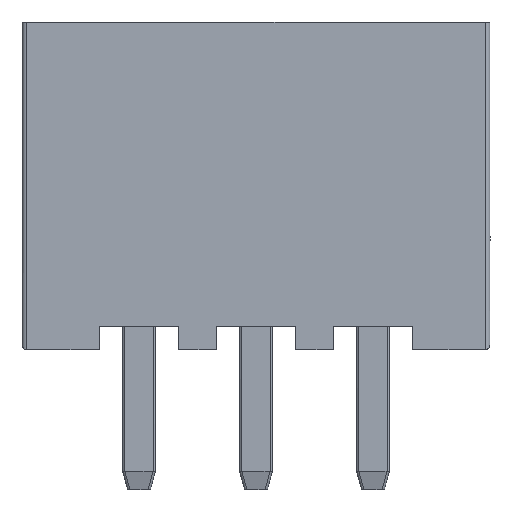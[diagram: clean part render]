
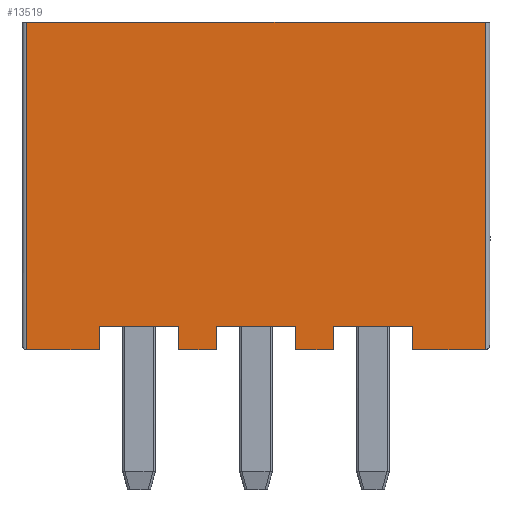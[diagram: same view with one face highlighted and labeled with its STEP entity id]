
A CAD part, front view. The second image highlights one B-rep face of the part: STEP entity #13519.
In plain terms, the highlighted planar face has unit normal (0, -1, 0).
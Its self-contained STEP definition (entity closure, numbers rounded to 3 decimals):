
#126 = CARTESIAN_POINT ( 'NONE',  ( 3.35, -3.3, 0. ) ) ;
#410 = ORIENTED_EDGE ( 'NONE', *, *, #12496, .F. ) ;
#493 = CARTESIAN_POINT ( 'NONE',  ( 4.15, -3.3, 0. ) ) ;
#606 = DIRECTION ( 'NONE',  ( 1., 0., 0. ) ) ;
#1056 = LINE ( 'NONE', #11665, #21093 ) ;
#1460 = LINE ( 'NONE', #3151, #9589 ) ;
#1497 = EDGE_CURVE ( 'NONE', #7770, #17022, #14498, .T. ) ;
#2020 = ORIENTED_EDGE ( 'NONE', *, *, #3313, .T. ) ;
#2078 = ORIENTED_EDGE ( 'NONE', *, *, #11973, .T. ) ;
#2079 = VERTEX_POINT ( 'NONE', #13077 ) ;
#2084 = EDGE_CURVE ( 'NONE', #10188, #3184, #9331, .T. ) ;
#2363 = LINE ( 'NONE', #14499, #5995 ) ;
#2619 = DIRECTION ( 'NONE',  ( -1., 0., 0. ) ) ;
#3151 = CARTESIAN_POINT ( 'NONE',  ( 0., -3.3, 0.5 ) ) ;
#3184 = VERTEX_POINT ( 'NONE', #21512 ) ;
#3273 = VERTEX_POINT ( 'NONE', #20276 ) ;
#3313 = EDGE_CURVE ( 'NONE', #7770, #14133, #8736, .T. ) ;
#3377 = EDGE_CURVE ( 'NONE', #17022, #10805, #15454, .T. ) ;
#4161 = VECTOR ( 'NONE', #19941, 1000. ) ;
#4289 = ORIENTED_EDGE ( 'NONE', *, *, #15237, .F. ) ;
#4324 = LINE ( 'NONE', #15871, #16331 ) ;
#4381 = CARTESIAN_POINT ( 'NONE',  ( 0., -3.3, 0.5 ) ) ;
#4504 = EDGE_CURVE ( 'NONE', #3273, #12885, #13153, .T. ) ;
#4511 = CARTESIAN_POINT ( 'NONE',  ( 5.85, -3.3, 0. ) ) ;
#4813 = DIRECTION ( 'NONE',  ( 0., 0., 1. ) ) ;
#4845 = LINE ( 'NONE', #8337, #14250 ) ;
#5416 = CARTESIAN_POINT ( 'NONE',  ( -2.4, -3.3, 7. ) ) ;
#5523 = VECTOR ( 'NONE', #606, 1000. ) ;
#5995 = VECTOR ( 'NONE', #19394, 1000. ) ;
#6016 = CARTESIAN_POINT ( 'NONE',  ( 5.85, -3.3, 0.5 ) ) ;
#7036 = VECTOR ( 'NONE', #11166, 1000. ) ;
#7061 = LINE ( 'NONE', #13940, #18164 ) ;
#7770 = VERTEX_POINT ( 'NONE', #17878 ) ;
#7846 = ORIENTED_EDGE ( 'NONE', *, *, #1497, .F. ) ;
#7910 = DIRECTION ( 'NONE',  ( 0., 0., -1. ) ) ;
#8318 = EDGE_CURVE ( 'NONE', #21227, #10805, #21244, .T. ) ;
#8337 = CARTESIAN_POINT ( 'NONE',  ( 3.35, -3.3, 0.5 ) ) ;
#8649 = AXIS2_PLACEMENT_3D ( 'NONE', #13274, #22061, #4813 ) ;
#8736 = LINE ( 'NONE', #6016, #9599 ) ;
#8811 = VERTEX_POINT ( 'NONE', #5416 ) ;
#8937 = ORIENTED_EDGE ( 'NONE', *, *, #17016, .T. ) ;
#9198 = ORIENTED_EDGE ( 'NONE', *, *, #20814, .T. ) ;
#9308 = VERTEX_POINT ( 'NONE', #17774 ) ;
#9331 = LINE ( 'NONE', #14640, #10206 ) ;
#9357 = EDGE_CURVE ( 'NONE', #8811, #2079, #1056, .T. ) ;
#9432 = CARTESIAN_POINT ( 'NONE',  ( 1.65, -3.3, 0.5 ) ) ;
#9463 = ORIENTED_EDGE ( 'NONE', *, *, #8318, .T. ) ;
#9589 = VECTOR ( 'NONE', #13703, 1000. ) ;
#9599 = VECTOR ( 'NONE', #13939, 1000. ) ;
#9683 = DIRECTION ( 'NONE',  ( 0., 0., -1. ) ) ;
#10188 = VERTEX_POINT ( 'NONE', #13753 ) ;
#10206 = VECTOR ( 'NONE', #2619, 1000. ) ;
#10279 = VECTOR ( 'NONE', #7910, 1000. ) ;
#10362 = EDGE_CURVE ( 'NONE', #20672, #12885, #15963, .T. ) ;
#10805 = VERTEX_POINT ( 'NONE', #493 ) ;
#10839 = ORIENTED_EDGE ( 'NONE', *, *, #19512, .T. ) ;
#11166 = DIRECTION ( 'NONE',  ( -1., 0., 0. ) ) ;
#11665 = CARTESIAN_POINT ( 'NONE',  ( -2.5, -3.3, 7. ) ) ;
#11842 = ORIENTED_EDGE ( 'NONE', *, *, #19920, .T. ) ;
#11973 = EDGE_CURVE ( 'NONE', #19916, #14359, #2363, .T. ) ;
#12441 = ORIENTED_EDGE ( 'NONE', *, *, #17309, .T. ) ;
#12496 = EDGE_CURVE ( 'NONE', #3184, #14359, #16276, .T. ) ;
#12593 = CARTESIAN_POINT ( 'NONE',  ( 7.4, -3.3, 0. ) ) ;
#12655 = CARTESIAN_POINT ( 'NONE',  ( 0.85, -3.3, 0. ) ) ;
#12687 = DIRECTION ( 'NONE',  ( 1., 0., 0. ) ) ;
#12885 = VERTEX_POINT ( 'NONE', #18133 ) ;
#13077 = CARTESIAN_POINT ( 'NONE',  ( 7.4, -3.3, 7. ) ) ;
#13153 = LINE ( 'NONE', #19716, #4161 ) ;
#13274 = CARTESIAN_POINT ( 'NONE',  ( -2.5, -3.3, 7. ) ) ;
#13519 = ADVANCED_FACE ( 'NONE', ( #20272 ), #20057, .F. ) ;
#13569 = VECTOR ( 'NONE', #18791, 1000. ) ;
#13687 = ORIENTED_EDGE ( 'NONE', *, *, #2084, .F. ) ;
#13703 = DIRECTION ( 'NONE',  ( -1., 0., 0. ) ) ;
#13753 = CARTESIAN_POINT ( 'NONE',  ( 3.35, -3.3, 0.5 ) ) ;
#13822 = CARTESIAN_POINT ( 'NONE',  ( 4.15, -3.3, 0.5 ) ) ;
#13891 = LINE ( 'NONE', #20681, #13569 ) ;
#13939 = DIRECTION ( 'NONE',  ( 0., 0., -1. ) ) ;
#13940 = CARTESIAN_POINT ( 'NONE',  ( -2.5, -3.3, 0. ) ) ;
#14133 = VERTEX_POINT ( 'NONE', #4511 ) ;
#14250 = VECTOR ( 'NONE', #14847, 1000. ) ;
#14359 = VERTEX_POINT ( 'NONE', #14586 ) ;
#14498 = LINE ( 'NONE', #4381, #7036 ) ;
#14499 = CARTESIAN_POINT ( 'NONE',  ( -2.5, -3.3, 0. ) ) ;
#14517 = DIRECTION ( 'NONE',  ( 0., 0., 1. ) ) ;
#14586 = CARTESIAN_POINT ( 'NONE',  ( 1.65, -3.3, 0. ) ) ;
#14640 = CARTESIAN_POINT ( 'NONE',  ( 0., -3.3, 0.5 ) ) ;
#14847 = DIRECTION ( 'NONE',  ( 0., 0., -1. ) ) ;
#14909 = VECTOR ( 'NONE', #9683, 1000. ) ;
#14999 = CARTESIAN_POINT ( 'NONE',  ( -2.4, -3.3, 0. ) ) ;
#15129 = LINE ( 'NONE', #18068, #21303 ) ;
#15177 = EDGE_LOOP ( 'NONE', ( #2078, #410, #13687, #8937, #9463, #17280, #7846, #2020, #12441, #10839, #21405, #11842, #21273, #19126, #4289, #9198 ) ) ;
#15237 = EDGE_CURVE ( 'NONE', #9308, #3273, #1460, .T. ) ;
#15454 = LINE ( 'NONE', #13822, #14909 ) ;
#15737 = CARTESIAN_POINT ( 'NONE',  ( -2.5, -3.3, 0. ) ) ;
#15871 = CARTESIAN_POINT ( 'NONE',  ( -2.4, -3.3, 7. ) ) ;
#15963 = LINE ( 'NONE', #15737, #5523 ) ;
#16276 = LINE ( 'NONE', #9432, #10279 ) ;
#16331 = VECTOR ( 'NONE', #21218, 1000. ) ;
#16960 = VECTOR ( 'NONE', #12687, 1000. ) ;
#17016 = EDGE_CURVE ( 'NONE', #10188, #21227, #4845, .T. ) ;
#17022 = VERTEX_POINT ( 'NONE', #21656 ) ;
#17280 = ORIENTED_EDGE ( 'NONE', *, *, #3377, .F. ) ;
#17309 = EDGE_CURVE ( 'NONE', #14133, #18585, #7061, .T. ) ;
#17774 = CARTESIAN_POINT ( 'NONE',  ( 0.85, -3.3, 0.5 ) ) ;
#17878 = CARTESIAN_POINT ( 'NONE',  ( 5.85, -3.3, 0.5 ) ) ;
#18068 = CARTESIAN_POINT ( 'NONE',  ( 7.4, -3.3, 7. ) ) ;
#18133 = CARTESIAN_POINT ( 'NONE',  ( -0.85, -3.3, 0. ) ) ;
#18164 = VECTOR ( 'NONE', #20827, 1000. ) ;
#18585 = VERTEX_POINT ( 'NONE', #12593 ) ;
#18791 = DIRECTION ( 'NONE',  ( 0., 0., -1. ) ) ;
#19126 = ORIENTED_EDGE ( 'NONE', *, *, #4504, .F. ) ;
#19394 = DIRECTION ( 'NONE',  ( 1., 0., 0. ) ) ;
#19512 = EDGE_CURVE ( 'NONE', #18585, #2079, #15129, .T. ) ;
#19675 = DIRECTION ( 'NONE',  ( 1., 0., 0. ) ) ;
#19716 = CARTESIAN_POINT ( 'NONE',  ( -0.85, -3.3, 0.5 ) ) ;
#19916 = VERTEX_POINT ( 'NONE', #12655 ) ;
#19920 = EDGE_CURVE ( 'NONE', #8811, #20672, #4324, .T. ) ;
#19941 = DIRECTION ( 'NONE',  ( 0., 0., -1. ) ) ;
#20057 = PLANE ( 'NONE',  #8649 ) ;
#20272 = FACE_OUTER_BOUND ( 'NONE', #15177, .T. ) ;
#20276 = CARTESIAN_POINT ( 'NONE',  ( -0.85, -3.3, 0.5 ) ) ;
#20672 = VERTEX_POINT ( 'NONE', #14999 ) ;
#20681 = CARTESIAN_POINT ( 'NONE',  ( 0.85, -3.3, 0.5 ) ) ;
#20814 = EDGE_CURVE ( 'NONE', #9308, #19916, #13891, .T. ) ;
#20827 = DIRECTION ( 'NONE',  ( 1., 0., 0. ) ) ;
#21030 = CARTESIAN_POINT ( 'NONE',  ( -2.5, -3.3, 0. ) ) ;
#21093 = VECTOR ( 'NONE', #19675, 1000. ) ;
#21218 = DIRECTION ( 'NONE',  ( 0., 0., -1. ) ) ;
#21227 = VERTEX_POINT ( 'NONE', #126 ) ;
#21244 = LINE ( 'NONE', #21030, #16960 ) ;
#21273 = ORIENTED_EDGE ( 'NONE', *, *, #10362, .T. ) ;
#21303 = VECTOR ( 'NONE', #14517, 1000. ) ;
#21405 = ORIENTED_EDGE ( 'NONE', *, *, #9357, .F. ) ;
#21512 = CARTESIAN_POINT ( 'NONE',  ( 1.65, -3.3, 0.5 ) ) ;
#21656 = CARTESIAN_POINT ( 'NONE',  ( 4.15, -3.3, 0.5 ) ) ;
#22061 = DIRECTION ( 'NONE',  ( 0., 1., 0. ) ) ;
